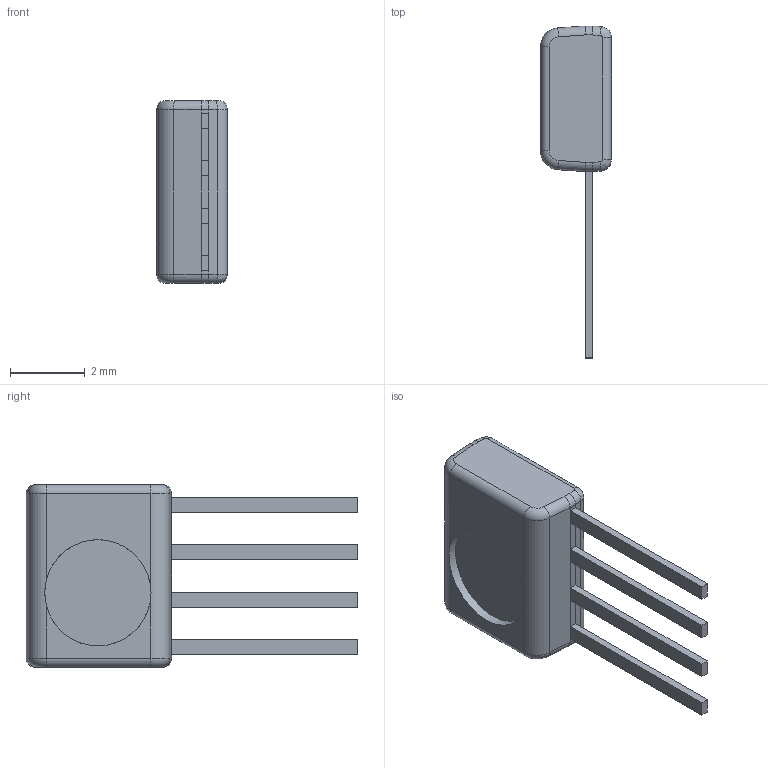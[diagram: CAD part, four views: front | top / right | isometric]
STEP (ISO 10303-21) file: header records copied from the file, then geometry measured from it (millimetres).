
FILE_DESCRIPTION(/* description */ (''),/* implementation_level */ '2;1');
FILE_NAME(/* name */ 'M-Honeywell-HIH8120.stp',/* time_stamp */ '2020-03-22T09:37:01-07:00',/* author */ ('paddy'),/* organization */ (''),/* preprocessor_version */ 'ST-DEVELOPER v18',/* originating_system */ 'Autodesk Inventor 2020',/* authorisation */ '');
FILE_SCHEMA (('AUTOMOTIVE_DESIGN { 1 0 10303 214 3 1 1 }'));
Length unit declared in the file: millimetre
Products named in the file (1): M-Honeywell-HIH8120
Bounding box: 1.91 x 8.9 x 4.9 mm (x, y, z)
Volume: 35 mm3; surface area: 91.8 mm2
Topology: 1 solids, 1 shells, 65 faces, 151 edges, 88 vertices
Faces by surface type: plane 36, cylinder 21, torus 4, bspline 4
Full cylindrical faces by diameter (mm): 2.85 x1
Entity records: 1868 total; most frequent: CARTESIAN_POINT 348, DIRECTION 317, ORIENTED_EDGE 302, EDGE_CURVE 151, AXIS2_PLACEMENT_3D 107, LINE 103, VECTOR 103, VERTEX_POINT 88
